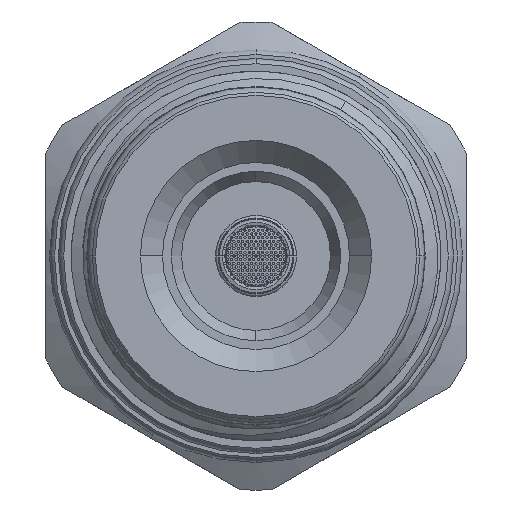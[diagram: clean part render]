
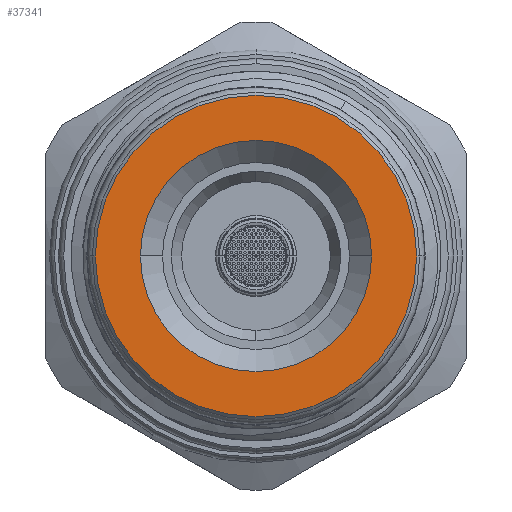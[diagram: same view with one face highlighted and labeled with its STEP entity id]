
A CAD part, left-side view. The second image highlights one B-rep face of the part: STEP entity #37341.
In plain terms, the highlighted planar face has unit normal (-1, 0, 0).
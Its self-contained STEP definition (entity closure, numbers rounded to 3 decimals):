
#1344 = VERTEX_POINT ( 'NONE', #16230 ) ;
#1372 = VERTEX_POINT ( 'NONE', #16306 ) ;
#1377 = VERTEX_POINT ( 'NONE', #16300 ) ;
#1392 = VERTEX_POINT ( 'NONE', #16281 ) ;
#2237 = EDGE_CURVE ( 'NONE', #1372, #1344, #3241, .T. ) ;
#2239 = EDGE_CURVE ( 'NONE', #1392, #1377, #3243, .T. ) ;
#2663 = AXIS2_PLACEMENT_3D ( 'NONE', #5682, #5683, #5684 ) ;
#2665 = AXIS2_PLACEMENT_3D ( 'NONE', #5690, #5691, #5692 ) ;
#2951 = AXIS2_PLACEMENT_3D ( 'NONE', #12364, #12370, #12371 ) ;
#3241 = CIRCLE ( 'NONE', #2663, 10.915 ) ;
#3243 = CIRCLE ( 'NONE', #2665, 7.85 ) ;
#4033 = FACE_OUTER_BOUND ( 'NONE', #43408, .T. ) ;
#4040 = FACE_BOUND ( 'NONE', #6391, .T. ) ;
#5682 = CARTESIAN_POINT ( 'NONE',  ( -98.583, -47.433, 0. ) ) ;
#5683 = DIRECTION ( 'NONE',  ( -1., 0., 0. ) ) ;
#5684 = DIRECTION ( 'NONE',  ( 0., 1., 0. ) ) ;
#5690 = CARTESIAN_POINT ( 'NONE',  ( -98.583, -47.433, 0. ) ) ;
#5691 = DIRECTION ( 'NONE',  ( 1., 0., 0. ) ) ;
#5692 = DIRECTION ( 'NONE',  ( 0., 1., 0. ) ) ;
#6391 = EDGE_LOOP ( 'NONE', ( #44786, #44787 ) ) ;
#12364 = CARTESIAN_POINT ( 'NONE',  ( -98.583, -47.433, 0. ) ) ;
#12368 = PLANE ( 'NONE',  #2951 ) ;
#12370 = DIRECTION ( 'NONE',  ( 1., 0., 0. ) ) ;
#12371 = DIRECTION ( 'NONE',  ( 0., 1., 0. ) ) ;
#13753 = AXIS2_PLACEMENT_3D ( 'NONE', #40773, #40774, #40775 ) ;
#13754 = AXIS2_PLACEMENT_3D ( 'NONE', #40778, #40779, #40780 ) ;
#16230 = CARTESIAN_POINT ( 'NONE',  ( -98.583, -58.348, 0. ) ) ;
#16281 = CARTESIAN_POINT ( 'NONE',  ( -98.583, -39.583, 0. ) ) ;
#16300 = CARTESIAN_POINT ( 'NONE',  ( -98.583, -55.283, 0. ) ) ;
#16306 = CARTESIAN_POINT ( 'NONE',  ( -98.583, -36.518, 0. ) ) ;
#19560 = CIRCLE ( 'NONE', #13753, 7.85 ) ;
#19562 = CIRCLE ( 'NONE', #13754, 10.915 ) ;
#37341 = ADVANCED_FACE ( 'NONE', ( #4033, #4040 ), #12368, .F. ) ;
#40773 = CARTESIAN_POINT ( 'NONE',  ( -98.583, -47.433, 0. ) ) ;
#40774 = DIRECTION ( 'NONE',  ( 1., 0., 0. ) ) ;
#40775 = DIRECTION ( 'NONE',  ( 0., 1., 0. ) ) ;
#40778 = CARTESIAN_POINT ( 'NONE',  ( -98.583, -47.433, 0. ) ) ;
#40779 = DIRECTION ( 'NONE',  ( -1., 0., 0. ) ) ;
#40780 = DIRECTION ( 'NONE',  ( 0., 1., 0. ) ) ;
#43408 = EDGE_LOOP ( 'NONE', ( #44784, #44785 ) ) ;
#44033 = EDGE_CURVE ( 'NONE', #1377, #1392, #19560, .T. ) ;
#44035 = EDGE_CURVE ( 'NONE', #1344, #1372, #19562, .T. ) ;
#44784 = ORIENTED_EDGE ( 'NONE', *, *, #2237, .T. ) ;
#44785 = ORIENTED_EDGE ( 'NONE', *, *, #44035, .T. ) ;
#44786 = ORIENTED_EDGE ( 'NONE', *, *, #44033, .T. ) ;
#44787 = ORIENTED_EDGE ( 'NONE', *, *, #2239, .T. ) ;
